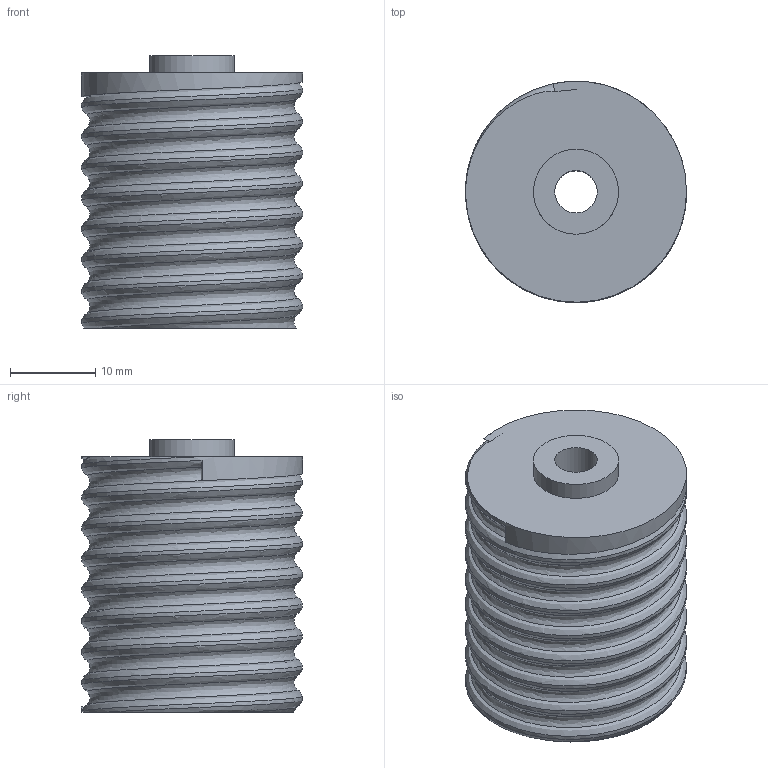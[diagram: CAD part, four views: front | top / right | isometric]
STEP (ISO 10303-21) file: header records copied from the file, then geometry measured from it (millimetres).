
FILE_DESCRIPTION(('FreeCAD Model'),'2;1');
FILE_NAME('Open CASCADE Shape Model','2025-09-14T21:27:13',(''),(''), 'Open CASCADE STEP processor 7.7','FreeCAD','Unknown');
FILE_SCHEMA(('AUTOMOTIVE_DESIGN { 1 0 10303 214 1 1 1 1 }'));
Length unit declared in the file: millimetre
Products named in the file (1): Cut002
Bounding box: 26 x 26 x 32 mm (x, y, z)
Volume: 14318.2 mm3; surface area: 5239.6 mm2
Topology: 1 solids, 1 shells, 13 faces, 48 edges, 38 vertices
Faces by surface type: bspline 5, plane 5, cylinder 3
Full cylindrical faces by diameter (mm): 5 x1, 10 x1
Entity records: 5793 total; most frequent: CARTESIAN_POINT 5431, ORIENTED_EDGE 96, EDGE_CURVE 48, VERTEX_POINT 38, DIRECTION 36, B_SPLINE_CURVE_WITH_KNOTS 32, AXIS2_PLACEMENT_3D 16, FACE_BOUND 16
